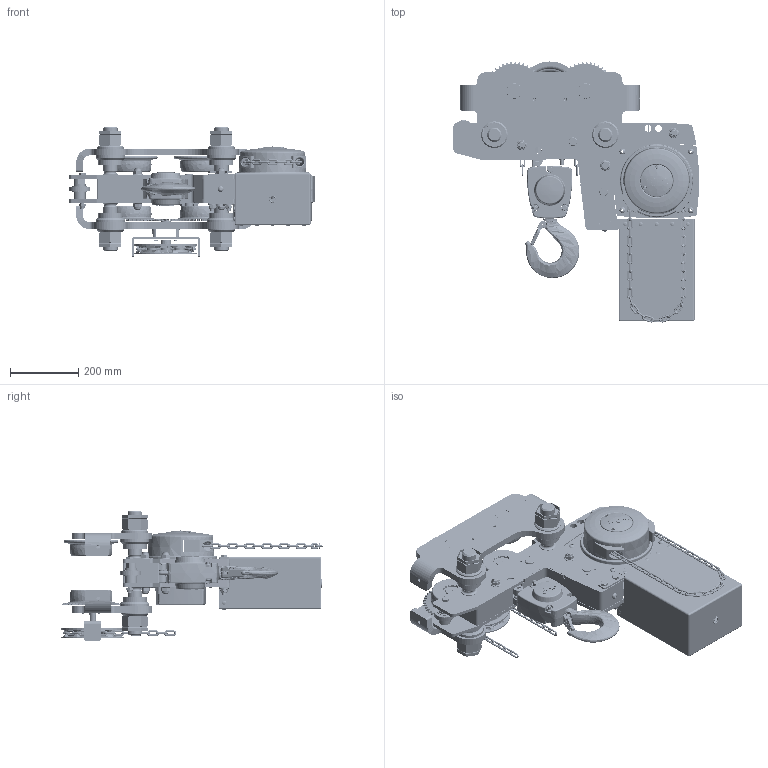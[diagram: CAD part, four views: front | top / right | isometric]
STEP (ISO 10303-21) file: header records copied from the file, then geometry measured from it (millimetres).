
FILE_DESCRIPTION (( 'STEP AP203' ), '1' );
FILE_NAME ('YLLHG III 5t -A.STEP', '2011-09-08T06:04:52', ( 'Yale Industrial Products GmbH' ), ( 'Yale Industrial Products GmbH' ), 'SwSTEP 2.0', 'SolidWorks 2010', '' );
FILE_SCHEMA (( 'CONFIG_CONTROL_DESIGN' ));
Products named in the file (1): YLLHG III 5t -A
Bounding box: 720.45 x 764.94 x 382 mm (x, y, z)
Surface area: 2723816.6 mm2 (no closed solid volume)
Topology: 0 solids, 282 shells, 3313 faces, 11206 edges, 7811 vertices
Faces by surface type: cylinder 1199, plane 753, torus 682, cone 348, bspline 234, sphere 97
Entity records: 151102 total; most frequent: CARTESIAN_POINT 56913, DIRECTION 20460, ORIENTED_EDGE 17531, EDGE_CURVE 11140, AXIS2_PLACEMENT_3D 8625, VERTEX_POINT 7773, CIRCLE 5545, EDGE_LOOP 3821
